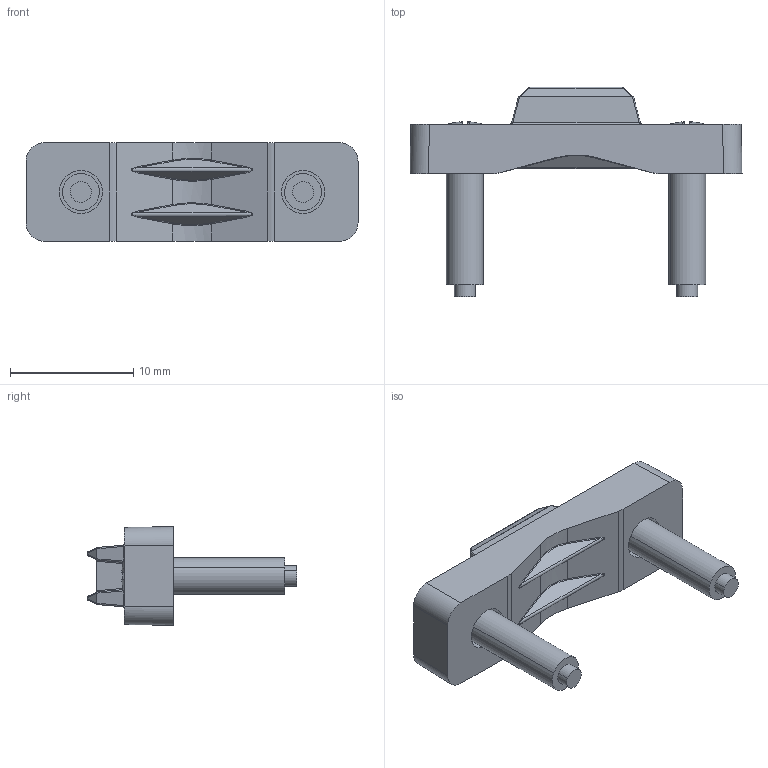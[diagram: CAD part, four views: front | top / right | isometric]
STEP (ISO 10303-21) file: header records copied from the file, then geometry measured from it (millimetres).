
FILE_DESCRIPTION((''),'2;1');
FILE_NAME('6318268989_ASM','2024-12-18T11:49:13',('knorrj'),(''),'CREO PARAMETRIC BY PTC INC, 2023154','CREO PARAMETRIC BY PTC INC, 2023154','');
FILE_SCHEMA(('CONFIG_CONTROL_DESIGN','SHAPE_APPEARANCE_LAYERS_GROUPS'));
Length unit declared in the file: millimetre
Products named in the file (4): 6318268989_SKEL0001; ZUGENTLASTUNG_1000008672_PAE_000_AB; 9202008000; 6318268989_ASM
Assembly tree (4 placements, depth 2):
  6318268989_ASM
    6318268989_SKEL0001
    ZUGENTLASTUNG_1000008672_PAE_000_AB
    9202008000  x2
Bounding box: 26.9 x 17 x 8 mm (x, y, z)
Volume: 869.4 mm3; surface area: 1262.6 mm2
Topology: 3 solids, 3 shells, 841 faces, 2347 edges, 1526 vertices
Faces by surface type: plane 716, cylinder 77, bspline 20, torus 16, sphere 12
Entity records: 38364 total; most frequent: CARTESIAN_POINT 5749, ORIENTED_EDGE 4494, DIRECTION 3859, PRESENTATION_STYLE_ASSIGNMENT 2915, STYLED_ITEM 2915, EDGE_CURVE 2247, CURVE_STYLE 2151, VECTOR 2027
